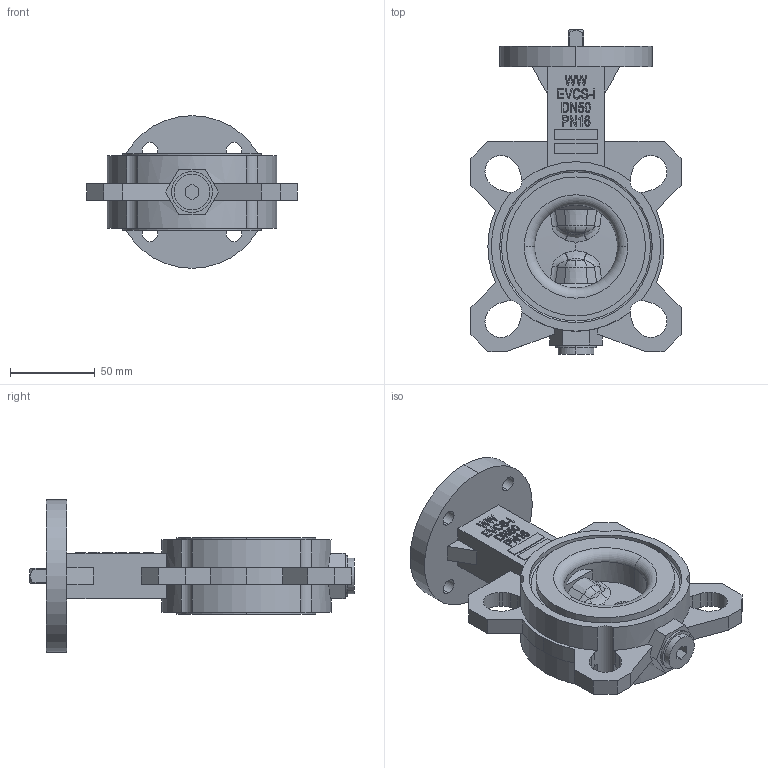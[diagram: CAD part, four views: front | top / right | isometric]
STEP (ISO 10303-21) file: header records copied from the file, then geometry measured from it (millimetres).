
FILE_DESCRIPTION (( 'STEP AP214' ), '1' );
FILE_NAME ('EVCS-i DN50 PN16 F07-L9.STEP', '2024-04-24T10:29:34', ( '' ), ( '' ), 'SwSTEP 2.0', 'SolidWorks 2015', '' );
FILE_SCHEMA (( 'AUTOMOTIVE_DESIGN' ));
Length unit declared in the file: millimetre
Products named in the file (1): EVCS-i DN50 PN16 F07-L9
Bounding box: 124 x 191.7 x 90 mm (x, y, z)
Volume: 430277.7 mm3; surface area: 75284.7 mm2
Topology: 1 solids, 1 shells, 468 faces, 1267 edges, 829 vertices
Faces by surface type: plane 249, bspline 97, cylinder 81, torus 24, cone 13, sphere 4
Entity records: 24039 total; most frequent: CARTESIAN_POINT 8422, ORIENTED_EDGE 2534, DIRECTION 2044, EDGE_CURVE 1267, VERTEX_POINT 829, LINE 756, VECTOR 756, AXIS2_PLACEMENT_3D 644
